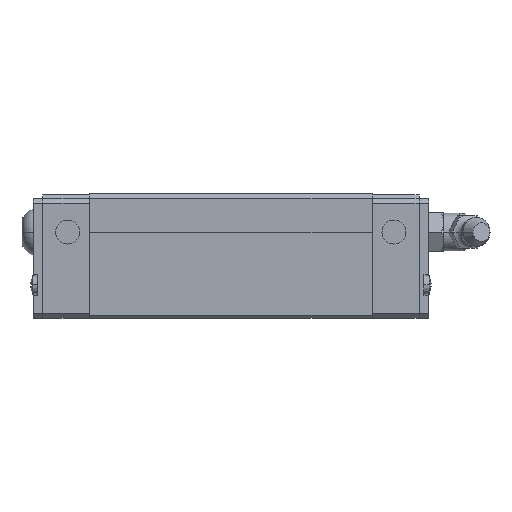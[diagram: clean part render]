
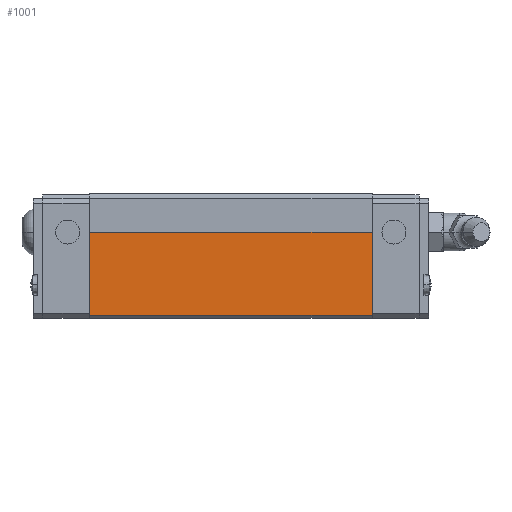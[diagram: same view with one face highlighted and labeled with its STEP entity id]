
A CAD part, left-side view. The second image highlights one B-rep face of the part: STEP entity #1001.
In plain terms, the highlighted planar face has unit normal (-1, 0, 0).
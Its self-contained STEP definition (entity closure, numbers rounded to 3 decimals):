
#1001=ADVANCED_FACE('',(#2053),#2054,.T.);
#2053=FACE_OUTER_BOUND('',#3145,.T.);
#2054=PLANE('',#3146);
#3145=EDGE_LOOP('',(#6207,#6208,#6209,#6210,#6211,#6212));
#3146=AXIS2_PLACEMENT_3D('',#6213,#6214,#6215);
#6207=ORIENTED_EDGE('',*,*,#7667,.F.);
#6208=ORIENTED_EDGE('',*,*,#7697,.F.);
#6209=ORIENTED_EDGE('',*,*,#7588,.F.);
#6210=ORIENTED_EDGE('',*,*,#7504,.F.);
#6211=ORIENTED_EDGE('',*,*,#7695,.T.);
#6212=ORIENTED_EDGE('',*,*,#7000,.F.);
#6213=CARTESIAN_POINT('',(-23.6,41.301,8.5));
#6214=DIRECTION('',(-1.0,0.0,0.0));
#6215=DIRECTION('',(0.0,0.0,1.0));
#7000=EDGE_CURVE('',#8561,#8562,#8563,.T.);
#7504=EDGE_CURVE('',#9295,#9296,#9297,.T.);
#7588=EDGE_CURVE('',#9296,#9416,#9417,.T.);
#7667=EDGE_CURVE('',#9499,#8561,#9501,.T.);
#7695=EDGE_CURVE('',#9295,#8562,#9529,.T.);
#7697=EDGE_CURVE('',#9416,#9499,#9531,.T.);
#8561=VERTEX_POINT('',#11223);
#8562=VERTEX_POINT('',#11224);
#8563=LINE('',#11225,#11226);
#9295=VERTEX_POINT('',#12669);
#9296=VERTEX_POINT('',#12670);
#9297=LINE('',#12671,#12672);
#9416=VERTEX_POINT('',#12845);
#9417=LINE('',#12846,#12847);
#9499=VERTEX_POINT('',#12970);
#9501=LINE('',#12973,#12974);
#9529=LINE('',#13014,#13015);
#9531=LINE('',#13017,#13018);
#11223=CARTESIAN_POINT('',(-23.6,70.801,7.91));
#11224=CARTESIAN_POINT('',(-23.6,70.801,25.0));
#11225=CARTESIAN_POINT('',(-23.6,70.801,14.25));
#11226=VECTOR('',#13686,1.0);
#12669=CARTESIAN_POINT('',(-23.6,11.801,25.0));
#12670=CARTESIAN_POINT('',(-23.6,11.801,7.91));
#12671=CARTESIAN_POINT('',(-23.6,11.801,14.25));
#12672=VECTOR('',#14148,1.0);
#12845=CARTESIAN_POINT('',(-23.6,11.801,7.6));
#12846=CARTESIAN_POINT('',(-23.6,11.801,14.25));
#12847=VECTOR('',#14221,1.0);
#12970=CARTESIAN_POINT('',(-23.6,70.801,7.6));
#12973=CARTESIAN_POINT('',(-23.6,70.801,14.25));
#12974=VECTOR('',#14264,1.0);
#13014=CARTESIAN_POINT('',(-23.6,41.301,25.0));
#13015=VECTOR('',#14289,1.0);
#13017=CARTESIAN_POINT('',(-23.6,56.051,7.6));
#13018=VECTOR('',#14290,1.0);
#13686=DIRECTION('',(0.0,0.0,1.0));
#14148=DIRECTION('',(-0.0,-0.0,-1.0));
#14221=DIRECTION('',(-0.0,-0.0,-1.0));
#14264=DIRECTION('',(0.0,0.0,1.0));
#14289=DIRECTION('',(0.0,1.0,0.0));
#14290=DIRECTION('',(0.0,1.0,-0.0));
